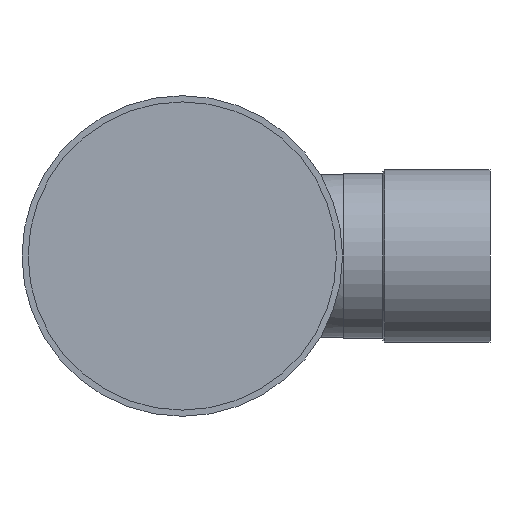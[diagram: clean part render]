
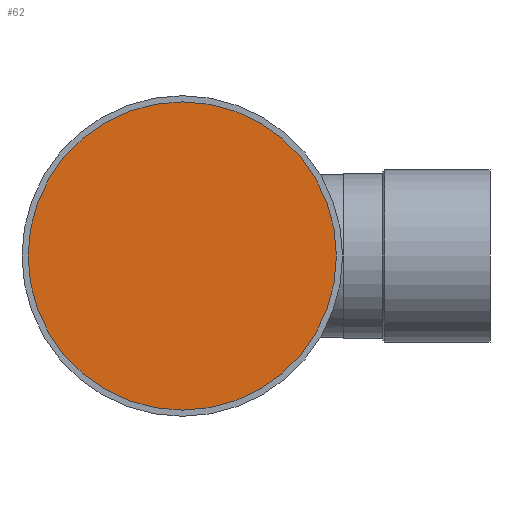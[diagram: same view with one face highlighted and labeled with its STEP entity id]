
A CAD part, front view. The second image highlights one B-rep face of the part: STEP entity #62.
In plain terms, the highlighted planar face has unit normal (0, -1, 0).
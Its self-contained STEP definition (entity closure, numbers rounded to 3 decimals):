
#62 = ADVANCED_FACE( '', ( #137 ), #138, .F. );
#137 = FACE_OUTER_BOUND( '', #222, .T. );
#138 = PLANE( '', #223 );
#222 = EDGE_LOOP( '', ( #319 ) );
#223 = AXIS2_PLACEMENT_3D( '', #320, #321, #322 );
#319 = ORIENTED_EDGE( '', *, *, #408, .F. );
#320 = CARTESIAN_POINT( '', ( 0., -145., 0. ) );
#321 = DIRECTION( '', ( 0., 1., 0. ) );
#322 = DIRECTION( '', ( 0., 0., 1. ) );
#408 = EDGE_CURVE( '', #463, #463, #464, .T. );
#463 = VERTEX_POINT( '', #660 );
#464 = CIRCLE( '', #661, 84.15 );
#660 = CARTESIAN_POINT( '', ( 0., -145., 84.15 ) );
#661 = AXIS2_PLACEMENT_3D( '', #721, #722, #723 );
#721 = CARTESIAN_POINT( '', ( 0., -145., 0. ) );
#722 = DIRECTION( '', ( 0., 1., 0. ) );
#723 = DIRECTION( '', ( 0., 0., 1. ) );
